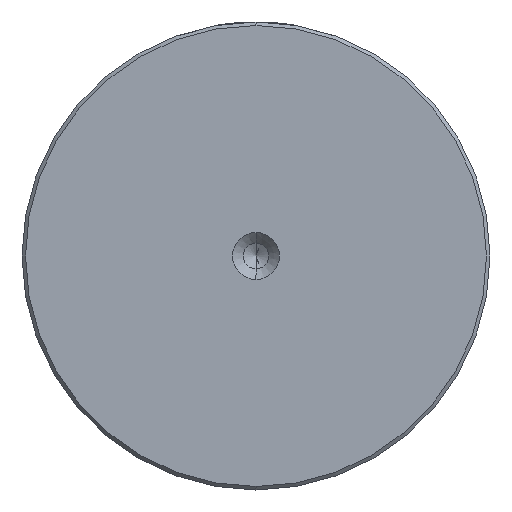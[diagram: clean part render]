
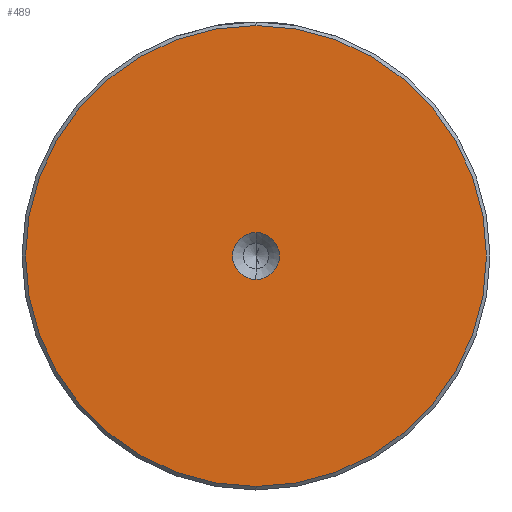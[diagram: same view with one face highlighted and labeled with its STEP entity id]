
A CAD part, left-side view. The second image highlights one B-rep face of the part: STEP entity #489.
In plain terms, the highlighted planar face has unit normal (-1, 0, 0).
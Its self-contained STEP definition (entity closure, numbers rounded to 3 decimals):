
#167 = VERTEX_POINT ( 'NONE', #1604 ) ;
#231 = ORIENTED_EDGE ( 'NONE', *, *, #2445, .F. ) ;
#232 = VERTEX_POINT ( 'NONE', #1004 ) ;
#319 = DIRECTION ( 'NONE',  ( -1., 0., 0. ) ) ;
#341 = VERTEX_POINT ( 'NONE', #1287 ) ;
#348 = DIRECTION ( 'NONE',  ( 0., 0., 1. ) ) ;
#489 = ADVANCED_FACE ( 'NONE', ( #1586, #499 ), #2007, .T. ) ;
#499 = FACE_BOUND ( 'NONE', #1975, .T. ) ;
#573 = DIRECTION ( 'NONE',  ( -1., 0., 0. ) ) ;
#589 = CARTESIAN_POINT ( 'NONE',  ( 0., 0., 0. ) ) ;
#772 = CARTESIAN_POINT ( 'NONE',  ( 0., 0., 0. ) ) ;
#790 = DIRECTION ( 'NONE',  ( 0., 0., 1. ) ) ;
#811 = CARTESIAN_POINT ( 'NONE',  ( 0., 0., 0. ) ) ;
#940 = CIRCLE ( 'NONE', #1065, 3.3 ) ;
#947 = VERTEX_POINT ( 'NONE', #988 ) ;
#959 = EDGE_CURVE ( 'NONE', #341, #947, #940, .T. ) ;
#972 = CARTESIAN_POINT ( 'NONE',  ( 0., 0., 0. ) ) ;
#983 = DIRECTION ( 'NONE',  ( 0., 0., 1. ) ) ;
#988 = CARTESIAN_POINT ( 'NONE',  ( 0., 0., 3.3 ) ) ;
#993 = EDGE_CURVE ( 'NONE', #167, #232, #1429, .T. ) ;
#1004 = CARTESIAN_POINT ( 'NONE',  ( 0., 0., -32.5 ) ) ;
#1019 = DIRECTION ( 'NONE',  ( 0., 0., 1. ) ) ;
#1065 = AXIS2_PLACEMENT_3D ( 'NONE', #589, #2030, #790 ) ;
#1151 = CIRCLE ( 'NONE', #2433, 3.3 ) ;
#1287 = CARTESIAN_POINT ( 'NONE',  ( 0., 0., -3.3 ) ) ;
#1321 = EDGE_CURVE ( 'NONE', #232, #167, #1452, .T. ) ;
#1423 = AXIS2_PLACEMENT_3D ( 'NONE', #972, #573, #348 ) ;
#1429 = CIRCLE ( 'NONE', #1477, 32.5 ) ;
#1452 = CIRCLE ( 'NONE', #2675, 32.5 ) ;
#1477 = AXIS2_PLACEMENT_3D ( 'NONE', #811, #2256, #1019 ) ;
#1542 = CARTESIAN_POINT ( 'NONE',  ( 0., 0., 0. ) ) ;
#1586 = FACE_OUTER_BOUND ( 'NONE', #1614, .T. ) ;
#1604 = CARTESIAN_POINT ( 'NONE',  ( 0., 0., 32.5 ) ) ;
#1614 = EDGE_LOOP ( 'NONE', ( #2574, #1916 ) ) ;
#1751 = DIRECTION ( 'NONE',  ( 0., 0., 1. ) ) ;
#1916 = ORIENTED_EDGE ( 'NONE', *, *, #993, .T. ) ;
#1975 = EDGE_LOOP ( 'NONE', ( #231, #2379 ) ) ;
#2007 = PLANE ( 'NONE',  #1423 ) ;
#2030 = DIRECTION ( 'NONE',  ( -1., 0., 0. ) ) ;
#2214 = DIRECTION ( 'NONE',  ( -1., 0., 0. ) ) ;
#2256 = DIRECTION ( 'NONE',  ( -1., 0., 0. ) ) ;
#2379 = ORIENTED_EDGE ( 'NONE', *, *, #959, .F. ) ;
#2433 = AXIS2_PLACEMENT_3D ( 'NONE', #1542, #319, #1751 ) ;
#2445 = EDGE_CURVE ( 'NONE', #947, #341, #1151, .T. ) ;
#2574 = ORIENTED_EDGE ( 'NONE', *, *, #1321, .T. ) ;
#2675 = AXIS2_PLACEMENT_3D ( 'NONE', #772, #2214, #983 ) ;
